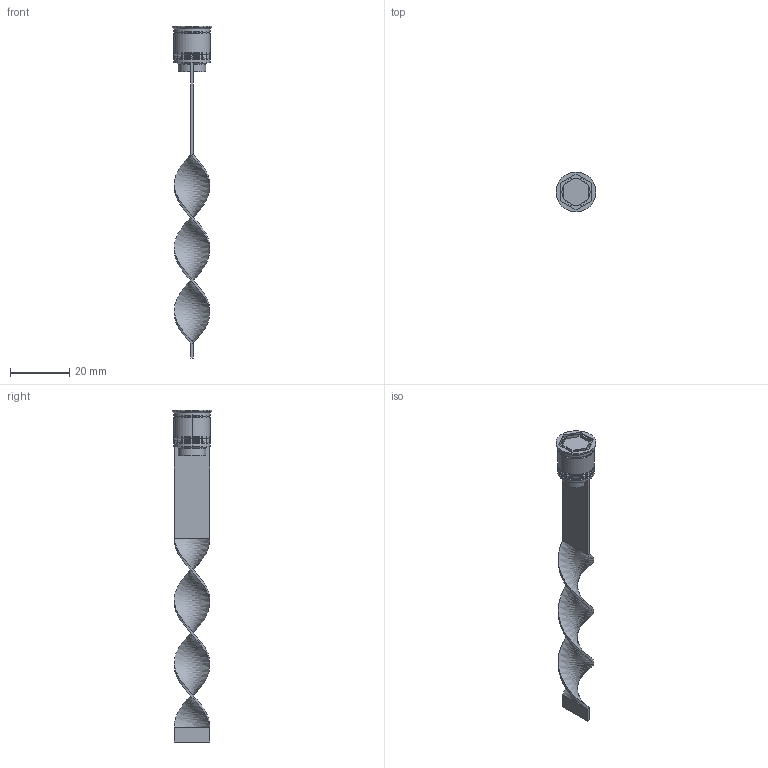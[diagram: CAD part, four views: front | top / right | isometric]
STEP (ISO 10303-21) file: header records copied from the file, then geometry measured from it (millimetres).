
FILE_DESCRIPTION (( 'STEP AP203' ), '1' );
FILE_NAME ('ccf9.STEP', '2023-09-26T19:29:38', ( '' ), ( '' ), 'SwSTEP 2.0', 'SolidWorks 2019', '' );
FILE_SCHEMA (( 'CONFIG_CONTROL_DESIGN' ));
Length unit declared in the file: millimetre
Products named in the file (1): ccf9
Bounding box: 13.5 x 13.5 x 112.5 mm (x, y, z)
Volume: 2986.6 mm3; surface area: 4223.1 mm2
Topology: 3 solids, 3 shells, 95 faces, 198 edges, 121 vertices
Faces by surface type: plane 40, cylinder 28, torus 12, cone 11, bspline 4
Entity records: 3508 total; most frequent: CARTESIAN_POINT 1379, DIRECTION 457, ORIENTED_EDGE 396, EDGE_CURVE 198, AXIS2_PLACEMENT_3D 179, VERTEX_POINT 121, EDGE_LOOP 107, VECTOR 99
